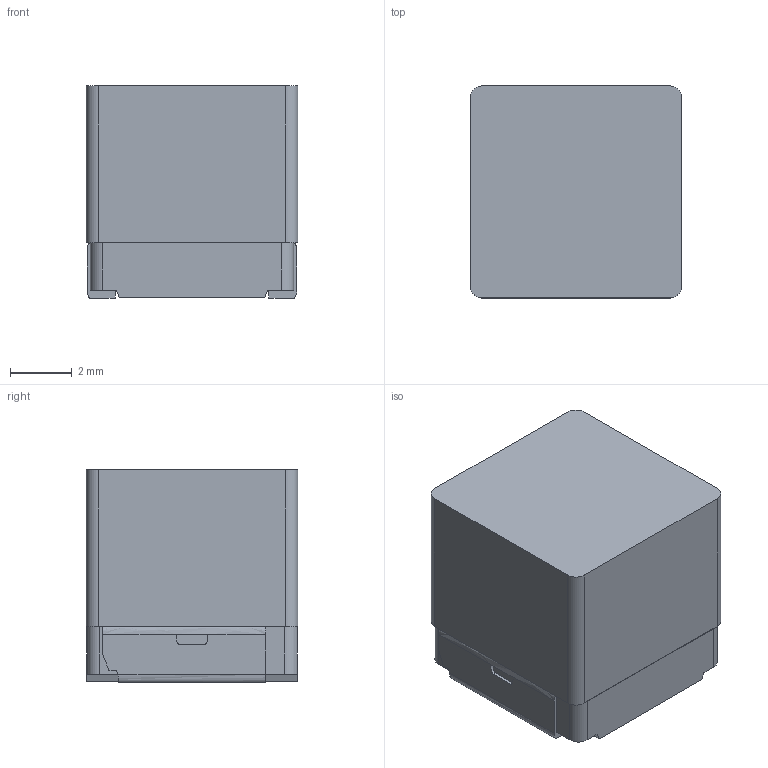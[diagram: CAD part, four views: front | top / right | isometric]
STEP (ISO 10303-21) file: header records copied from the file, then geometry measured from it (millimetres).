
FILE_DESCRIPTION (( 'STEP AP214' ), '1' );
FILE_NAME ('XAL7070.STEP', '2019-03-11T22:53:01', ( '' ), ( '' ), 'SwSTEP 2.0', 'SolidWorks 2018', '' );
FILE_SCHEMA (( 'AUTOMOTIVE_DESIGN' ));
Length unit declared in the file: inch
Products named in the file (2): XAL7070
Bounding box: 6.87 x 6.87 x 6.88 mm (x, y, z)
Volume: 319.7 mm3; surface area: 282.7 mm2
Topology: 1 solids, 1 shells, 61 faces, 168 edges, 110 vertices
Faces by surface type: plane 41, bspline 12, cylinder 8
Entity records: 2043 total; most frequent: CARTESIAN_POINT 541, ORIENTED_EDGE 336, DIRECTION 258, EDGE_CURVE 168, VECTOR 124, LINE 124, VERTEX_POINT 110, AXIS2_PLACEMENT_3D 67
